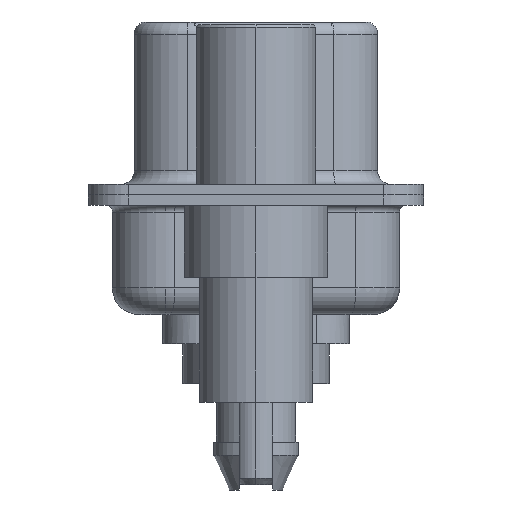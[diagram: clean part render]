
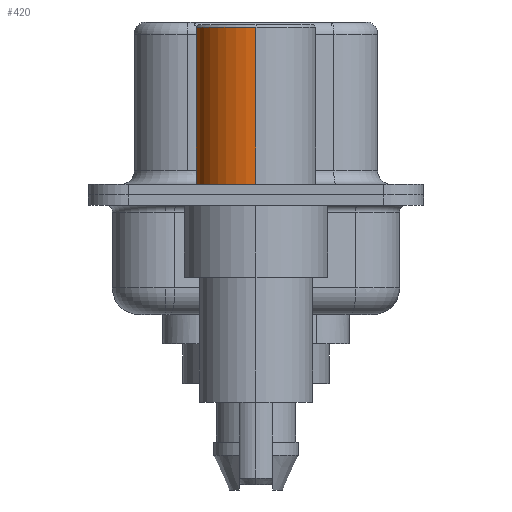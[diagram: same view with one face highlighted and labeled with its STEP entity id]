
A CAD part, left-side view. The second image highlights one B-rep face of the part: STEP entity #420.
In plain terms, the highlighted cylindrical face has radius 2.25 mm (diameter 4.5 mm), a partial arc.
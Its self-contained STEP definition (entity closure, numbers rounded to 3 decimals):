
#272 = ORIENTED_EDGE ( 'NONE', *, *, #18175, .T. ) ;
#403 = DIRECTION ( 'NONE',  ( 0., 0., 1. ) ) ;
#420 = ADVANCED_FACE ( 'NONE', ( #7864 ), #4554, .T. ) ;
#1456 = VERTEX_POINT ( 'NONE', #9879 ) ;
#2542 = AXIS2_PLACEMENT_3D ( 'NONE', #15953, #6906, #8451 ) ;
#3461 = DIRECTION ( 'NONE',  ( 0., 0., 1. ) ) ;
#4554 = CYLINDRICAL_SURFACE ( 'NONE', #11126, 2.25 ) ;
#4780 = CARTESIAN_POINT ( 'NONE',  ( 2.25, 0., 6.3 ) ) ;
#5681 = CIRCLE ( 'NONE', #7723, 2.25 ) ;
#5685 = VERTEX_POINT ( 'NONE', #7297 ) ;
#6906 = DIRECTION ( 'NONE',  ( 0., 0., 1. ) ) ;
#6954 = EDGE_LOOP ( 'NONE', ( #12363, #272, #18000, #18307 ) ) ;
#7297 = CARTESIAN_POINT ( 'NONE',  ( 2.25, 0., 0.4 ) ) ;
#7723 = AXIS2_PLACEMENT_3D ( 'NONE', #8252, #18816, #9799 ) ;
#7864 = FACE_OUTER_BOUND ( 'NONE', #6954, .T. ) ;
#8019 = DIRECTION ( 'NONE',  ( 1., 0., 0. ) ) ;
#8089 = LINE ( 'NONE', #8094, #8808 ) ;
#8094 = CARTESIAN_POINT ( 'NONE',  ( -2.25, 0., 0.581 ) ) ;
#8252 = CARTESIAN_POINT ( 'NONE',  ( 0., 0., 6.3 ) ) ;
#8451 = DIRECTION ( 'NONE',  ( 1., 0., 0. ) ) ;
#8808 = VECTOR ( 'NONE', #403, 1000. ) ;
#9799 = DIRECTION ( 'NONE',  ( 1., 0., 0. ) ) ;
#9879 = CARTESIAN_POINT ( 'NONE',  ( -2.25, 0., 6.3 ) ) ;
#10720 = EDGE_CURVE ( 'NONE', #5685, #14336, #16184, .T. ) ;
#10920 = CIRCLE ( 'NONE', #2542, 2.25 ) ;
#11126 = AXIS2_PLACEMENT_3D ( 'NONE', #18445, #3461, #8019 ) ;
#11883 = CARTESIAN_POINT ( 'NONE',  ( 2.25, 0., 0.581 ) ) ;
#12196 = VECTOR ( 'NONE', #19549, 1000. ) ;
#12363 = ORIENTED_EDGE ( 'NONE', *, *, #13560, .T. ) ;
#13560 = EDGE_CURVE ( 'NONE', #5685, #17055, #10920, .T. ) ;
#14336 = VERTEX_POINT ( 'NONE', #4780 ) ;
#15953 = CARTESIAN_POINT ( 'NONE',  ( 0., 0., 0.4 ) ) ;
#16184 = LINE ( 'NONE', #11883, #12196 ) ;
#17055 = VERTEX_POINT ( 'NONE', #19536 ) ;
#18000 = ORIENTED_EDGE ( 'NONE', *, *, #19589, .F. ) ;
#18175 = EDGE_CURVE ( 'NONE', #17055, #1456, #8089, .T. ) ;
#18307 = ORIENTED_EDGE ( 'NONE', *, *, #10720, .F. ) ;
#18445 = CARTESIAN_POINT ( 'NONE',  ( 0., 0., 0.581 ) ) ;
#18816 = DIRECTION ( 'NONE',  ( 0., 0., 1. ) ) ;
#19536 = CARTESIAN_POINT ( 'NONE',  ( -2.25, 0., 0.4 ) ) ;
#19549 = DIRECTION ( 'NONE',  ( 0., 0., 1. ) ) ;
#19589 = EDGE_CURVE ( 'NONE', #14336, #1456, #5681, .T. ) ;
